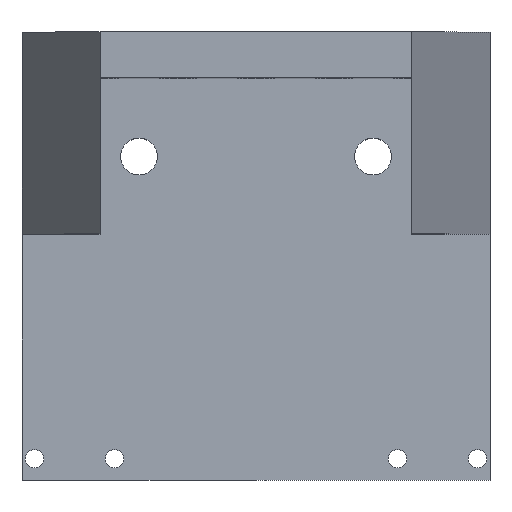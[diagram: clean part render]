
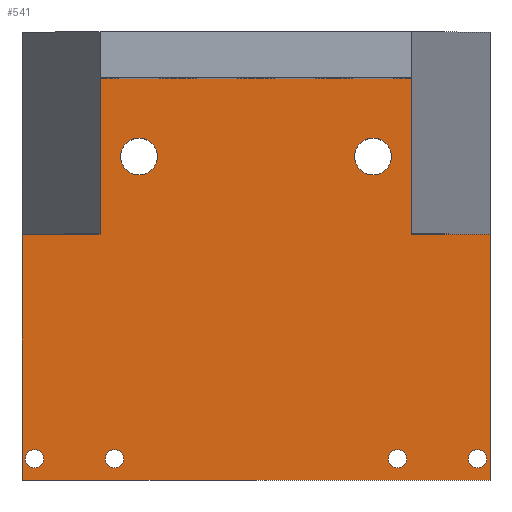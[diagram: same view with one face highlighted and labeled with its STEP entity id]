
A CAD part, top view. The second image highlights one B-rep face of the part: STEP entity #541.
In plain terms, the highlighted planar face has unit normal (0, 0, 1).
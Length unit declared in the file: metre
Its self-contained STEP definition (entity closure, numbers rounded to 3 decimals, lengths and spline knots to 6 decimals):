
#26=CIRCLE('',#598,0.0015);
#27=CIRCLE('',#599,0.0015);
#28=CIRCLE('',#600,0.0015);
#29=CIRCLE('',#601,0.0015);
#30=CIRCLE('',#602,0.003);
#31=CIRCLE('',#603,0.003);
#143=ORIENTED_EDGE('',*,*,#229,.T.);
#144=ORIENTED_EDGE('',*,*,#230,.T.);
#145=ORIENTED_EDGE('',*,*,#231,.T.);
#146=ORIENTED_EDGE('',*,*,#232,.T.);
#147=ORIENTED_EDGE('',*,*,#233,.T.);
#148=ORIENTED_EDGE('',*,*,#234,.T.);
#149=ORIENTED_EDGE('',*,*,#209,.F.);
#150=ORIENTED_EDGE('',*,*,#182,.F.);
#151=ORIENTED_EDGE('',*,*,#235,.T.);
#152=ORIENTED_EDGE('',*,*,#188,.T.);
#182=EDGE_CURVE('',#246,#247,#296,.T.);
#188=EDGE_CURVE('',#253,#252,#302,.T.);
#209=EDGE_CURVE('',#247,#252,#309,.T.);
#229=EDGE_CURVE('',#281,#281,#26,.F.);
#230=EDGE_CURVE('',#282,#282,#27,.F.);
#231=EDGE_CURVE('',#283,#283,#28,.F.);
#232=EDGE_CURVE('',#284,#284,#29,.F.);
#233=EDGE_CURVE('',#285,#285,#30,.F.);
#234=EDGE_CURVE('',#286,#286,#31,.F.);
#235=EDGE_CURVE('',#246,#253,#329,.T.);
#246=VERTEX_POINT('',#776);
#247=VERTEX_POINT('',#778);
#252=VERTEX_POINT('',#789);
#253=VERTEX_POINT('',#791);
#281=VERTEX_POINT('',#879);
#282=VERTEX_POINT('',#881);
#283=VERTEX_POINT('',#883);
#284=VERTEX_POINT('',#885);
#285=VERTEX_POINT('',#887);
#286=VERTEX_POINT('',#889);
#296=LINE('',#777,#334);
#302=LINE('',#790,#340);
#309=LINE('',#840,#347);
#329=LINE('',#890,#367);
#334=VECTOR('',#625,1.);
#340=VECTOR('',#633,1.);
#347=VECTOR('',#686,1.);
#367=VECTOR('',#738,1.);
#410=EDGE_LOOP('',(#143));
#411=EDGE_LOOP('',(#144));
#412=EDGE_LOOP('',(#145));
#413=EDGE_LOOP('',(#146));
#414=EDGE_LOOP('',(#147));
#415=EDGE_LOOP('',(#148));
#416=EDGE_LOOP('',(#149,#150,#151,#152));
#478=FACE_BOUND('',#410,.T.);
#479=FACE_BOUND('',#411,.T.);
#480=FACE_BOUND('',#412,.T.);
#481=FACE_BOUND('',#413,.T.);
#482=FACE_BOUND('',#414,.T.);
#483=FACE_BOUND('',#415,.T.);
#484=FACE_BOUND('',#416,.T.);
#518=PLANE('',#597);
#541=ADVANCED_FACE('',(#478,#479,#480,#481,#482,#483,#484),#518,.T.);
#597=AXIS2_PLACEMENT_3D('',#877,#724,#725);
#598=AXIS2_PLACEMENT_3D('',#878,#726,#727);
#599=AXIS2_PLACEMENT_3D('',#880,#728,#729);
#600=AXIS2_PLACEMENT_3D('',#882,#730,#731);
#601=AXIS2_PLACEMENT_3D('',#884,#732,#733);
#602=AXIS2_PLACEMENT_3D('',#886,#734,#735);
#603=AXIS2_PLACEMENT_3D('',#888,#736,#737);
#625=DIRECTION('',(0.,1.,0.));
#633=DIRECTION('',(0.,1.,0.));
#686=DIRECTION('',(1.,0.,0.));
#724=DIRECTION('',(0.,0.,1.));
#725=DIRECTION('',(1.,0.,0.));
#726=DIRECTION('',(0.,0.,1.));
#727=DIRECTION('',(1.,0.,0.));
#728=DIRECTION('',(0.,0.,1.));
#729=DIRECTION('',(1.,0.,0.));
#730=DIRECTION('',(0.,0.,1.));
#731=DIRECTION('',(1.,0.,0.));
#732=DIRECTION('',(0.,0.,1.));
#733=DIRECTION('',(1.,0.,0.));
#734=DIRECTION('',(0.,0.,1.));
#735=DIRECTION('',(1.,0.,0.));
#736=DIRECTION('',(0.,0.,1.));
#737=DIRECTION('',(1.,0.,0.));
#738=DIRECTION('',(1.,0.,0.));
#776=CARTESIAN_POINT('',(-0.05734,-0.0729,-0.022723));
#777=CARTESIAN_POINT('',(-0.05734,-0.0329,-0.022723));
#778=CARTESIAN_POINT('',(-0.05734,-0.0075,-0.022723));
#789=CARTESIAN_POINT('',(0.01886,-0.0075,-0.022723));
#790=CARTESIAN_POINT('',(0.01886,-0.0329,-0.022723));
#791=CARTESIAN_POINT('',(0.01886,-0.0729,-0.022723));
#840=CARTESIAN_POINT('',(-0.01924,-0.0075,-0.022723));
#877=CARTESIAN_POINT('',(-0.01924,-0.0329,-0.022723));
#878=CARTESIAN_POINT('',(-0.05529,-0.0694,-0.022723));
#879=CARTESIAN_POINT('',(-0.05379,-0.0694,-0.022723));
#880=CARTESIAN_POINT('',(-0.04229,-0.0694,-0.022723));
#881=CARTESIAN_POINT('',(-0.04079,-0.0694,-0.022723));
#882=CARTESIAN_POINT('',(0.01681,-0.0694,-0.022723));
#883=CARTESIAN_POINT('',(0.01831,-0.0694,-0.022723));
#884=CARTESIAN_POINT('',(0.00381,-0.0694,-0.022723));
#885=CARTESIAN_POINT('',(0.00531,-0.0694,-0.022723));
#886=CARTESIAN_POINT('',(-0.03829,-0.0202,-0.022723));
#887=CARTESIAN_POINT('',(-0.03529,-0.0202,-0.022723));
#888=CARTESIAN_POINT('',(-0.00019,-0.0202,-0.022723));
#889=CARTESIAN_POINT('',(0.00281,-0.0202,-0.022723));
#890=CARTESIAN_POINT('',(-0.01924,-0.0729,-0.022723));
